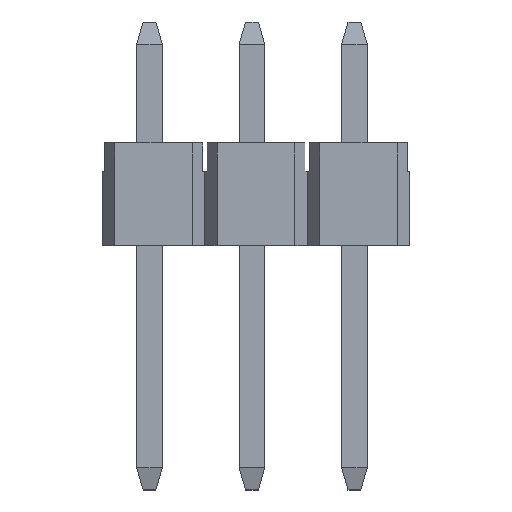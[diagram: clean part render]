
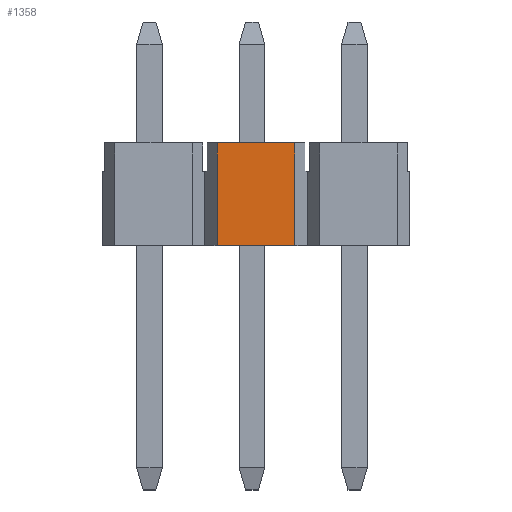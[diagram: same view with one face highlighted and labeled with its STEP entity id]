
A CAD part, top view. The second image highlights one B-rep face of the part: STEP entity #1358.
In plain terms, the highlighted planar face has unit normal (0, 0, 1).
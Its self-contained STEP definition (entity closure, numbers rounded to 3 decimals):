
#616=EDGE_CURVE('',#766,#862,#1556,.T.);
#640=EDGE_CURVE('',#1370,#772,#1581,.T.);
#766=VERTEX_POINT('',#1723);
#772=VERTEX_POINT('',#1729);
#806=EDGE_CURVE('',#1370,#766,#1768,.T.);
#862=VERTEX_POINT('',#1826);
#1090=EDGE_CURVE('',#772,#862,#2073,.T.);
#1358=ADVANCED_FACE('',(#2374),#2375,.T.);
#1370=VERTEX_POINT('',#2387);
#1556=LINE('',#2624,#2625);
#1581=LINE('',#2663,#2664);
#1723=CARTESIAN_POINT('',(1.065,0.,1.253));
#1729=CARTESIAN_POINT('',(-0.865,-2.54,1.253));
#1768=LINE('',#2938,#2939);
#1826=CARTESIAN_POINT('',(1.065,-2.54,1.253));
#2073=LINE('',#3375,#3376);
#2374=FACE_OUTER_BOUND('',#3815,.T.);
#2375=PLANE('',#3816);
#2387=CARTESIAN_POINT('',(-0.865,0.,1.253));
#2624=CARTESIAN_POINT('',(1.065,0.,1.253));
#2625=VECTOR('',#4032,1.0);
#2663=CARTESIAN_POINT('',(-0.865,0.,1.253));
#2664=VECTOR('',#4049,1.0);
#2938=CARTESIAN_POINT('',(-0.865,0.,1.253));
#2939=VECTOR('',#4271,1.0);
#3375=CARTESIAN_POINT('',(-0.865,-2.54,1.253));
#3376=VECTOR('',#4517,1.0);
#3815=EDGE_LOOP('',(#4862,#4863,#4864,#4865));
#3816=AXIS2_PLACEMENT_3D('',#4866,#4867,#4868);
#4032=DIRECTION('',(0.0,-1.0,0.));
#4049=DIRECTION('',(0.0,-1.0,0.));
#4271=DIRECTION('',(1.0,0.0,0.0));
#4517=DIRECTION('',(1.0,0.0,0.0));
#4862=ORIENTED_EDGE('',*,*,#1090,.T.);
#4863=ORIENTED_EDGE('',*,*,#616,.F.);
#4864=ORIENTED_EDGE('',*,*,#806,.F.);
#4865=ORIENTED_EDGE('',*,*,#640,.T.);
#4866=CARTESIAN_POINT('',(-0.865,0.,1.253));
#4867=DIRECTION('',(0.0,0.,1.0));
#4868=DIRECTION('',(-1.0,0.0,0.0));
